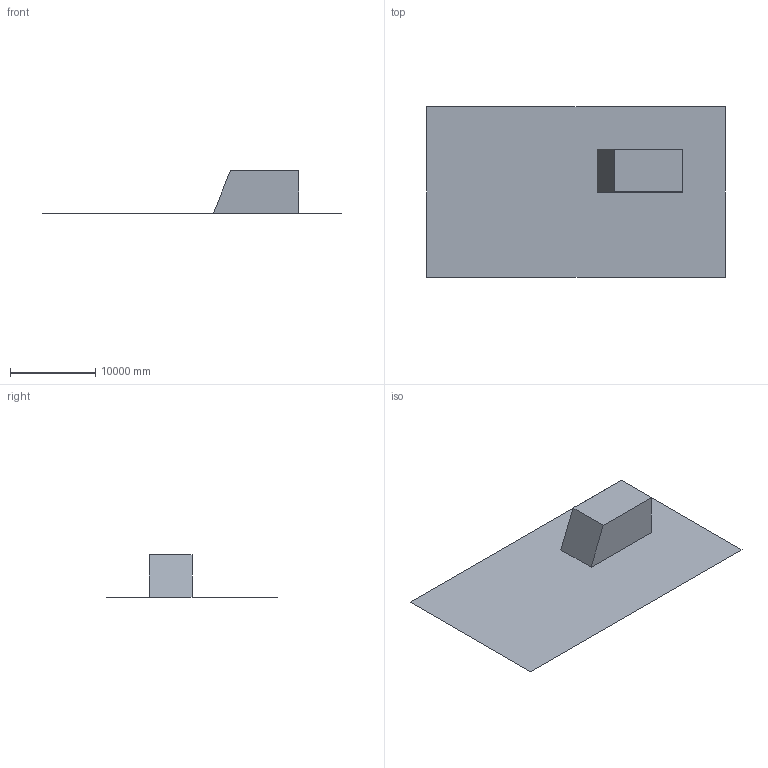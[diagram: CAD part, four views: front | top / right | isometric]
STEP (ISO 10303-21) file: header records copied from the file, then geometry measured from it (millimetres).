
FILE_DESCRIPTION(('Open CASCADE Model'),'2;1');
FILE_NAME('Open CASCADE Shape Model','2024-08-03T10:42:06',('Author'),( 'Open CASCADE'),'Open CASCADE STEP processor 7.4','Open CASCADE 7.4' ,'Unknown');
FILE_SCHEMA(('AUTOMOTIVE_DESIGN { 1 0 10303 214 1 1 1 1 }'));
Length unit declared in the file: millimetre
Products named in the file (8): Open CASCADE STEP translator 7.4 1; Open CASCADE STEP translator 7.4 1.1; Open CASCADE STEP translator 7.4 1.2; Open CASCADE STEP translator 7.4 1.3; Open CASCADE STEP translator 7.4 1.4; Open CASCADE STEP translator 7.4 1.5; Open CASCADE STEP translator 7.4 1.6; Open CASCADE STEP translator 7.4 1.7
Assembly tree (7 placements, depth 2):
  Open CASCADE STEP translator 7.4 1
    Open CASCADE STEP translator 7.4 1.1
    Open CASCADE STEP translator 7.4 1.2
    Open CASCADE STEP translator 7.4 1.3
    Open CASCADE STEP translator 7.4 1.4
    Open CASCADE STEP translator 7.4 1.5
    Open CASCADE STEP translator 7.4 1.6
    Open CASCADE STEP translator 7.4 1.7
Bounding box: 35000 x 20000 x 5000 mm (x, y, z)
Surface area: 881925824 mm2 (no closed solid volume)
Topology: 0 solids, 7 shells, 7 faces, 32 edges, 32 vertices
Faces by surface type: extrusion 7
Entity records: 794 total; most frequent: CARTESIAN_POINT 167, B_SPLINE_CURVE_WITH_KNOTS 56, CC_DESIGN_PERSON_AND_ORGANIZATION_ASSIGNMENT 39, DIRECTION 38, ORIENTED_EDGE 32, EDGE_CURVE 32, VERTEX_POINT 32, SURFACE_CURVE 32
